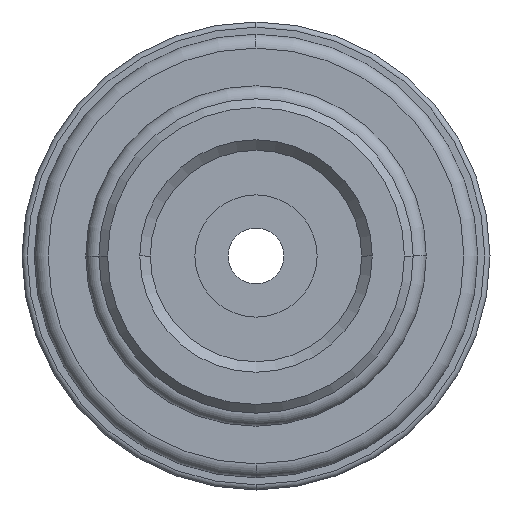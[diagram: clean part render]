
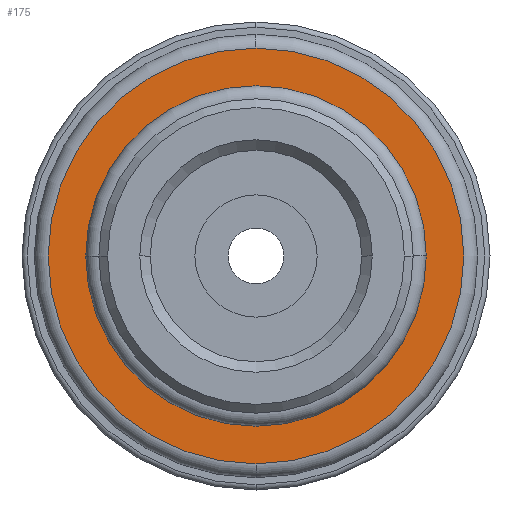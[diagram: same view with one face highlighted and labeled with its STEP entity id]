
A CAD part, front view. The second image highlights one B-rep face of the part: STEP entity #175.
In plain terms, the highlighted planar face has unit normal (0, -1, 0).
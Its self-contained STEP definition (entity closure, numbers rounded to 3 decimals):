
#175=ADVANCED_FACE('',(#456,#457),#458,.T.);
#456=FACE_BOUND('',#855,.T.);
#457=FACE_OUTER_BOUND('',#856,.T.);
#458=PLANE('',#857);
#855=EDGE_LOOP('',(#1323,#1324,#1325));
#856=EDGE_LOOP('',(#1326,#1327,#1328));
#857=AXIS2_PLACEMENT_3D('',#1329,#1330,#1331);
#1323=ORIENTED_EDGE('',*,*,#2336,.T.);
#1324=ORIENTED_EDGE('',*,*,#2337,.T.);
#1325=ORIENTED_EDGE('',*,*,#2338,.T.);
#1326=ORIENTED_EDGE('',*,*,#2339,.F.);
#1327=ORIENTED_EDGE('',*,*,#2340,.F.);
#1328=ORIENTED_EDGE('',*,*,#2341,.F.);
#1329=CARTESIAN_POINT('',(10.45,2.5,0.0));
#1330=DIRECTION('',(-0.0,-1.0,-0.0));
#1331=DIRECTION('',(-1.0,0.0,0.0));
#2336=EDGE_CURVE('',#2797,#2798,#2799,.T.);
#2337=EDGE_CURVE('',#2798,#2800,#2801,.T.);
#2338=EDGE_CURVE('',#2800,#2797,#2802,.T.);
#2339=EDGE_CURVE('',#2803,#2804,#2805,.T.);
#2340=EDGE_CURVE('',#2806,#2803,#2807,.T.);
#2341=EDGE_CURVE('',#2804,#2806,#2808,.T.);
#2797=VERTEX_POINT('',#3518);
#2798=VERTEX_POINT('',#3519);
#2799=CIRCLE('',#3520,9.75);
#2800=VERTEX_POINT('',#3521);
#2801=CIRCLE('',#3522,9.75);
#2802=CIRCLE('',#3523,9.75);
#2803=VERTEX_POINT('',#3524);
#2804=VERTEX_POINT('',#3525);
#2805=CIRCLE('',#3526,11.9);
#2806=VERTEX_POINT('',#3527);
#2807=CIRCLE('',#3528,11.9);
#2808=CIRCLE('',#3529,11.9);
#3518=CARTESIAN_POINT('',(0.,2.5,9.75));
#3519=CARTESIAN_POINT('',(9.75,2.5,0.));
#3520=AXIS2_PLACEMENT_3D('',#4506,#4507,#4508);
#3521=CARTESIAN_POINT('',(-9.75,2.5,0.));
#3522=AXIS2_PLACEMENT_3D('',#4509,#4510,#4511);
#3523=AXIS2_PLACEMENT_3D('',#4512,#4513,#4514);
#3524=CARTESIAN_POINT('',(11.9,2.5,0.0));
#3525=CARTESIAN_POINT('',(0.,2.5,-11.9));
#3526=AXIS2_PLACEMENT_3D('',#4515,#4516,#4517);
#3527=CARTESIAN_POINT('',(0.,2.5,11.9));
#3528=AXIS2_PLACEMENT_3D('',#4518,#4519,#4520);
#3529=AXIS2_PLACEMENT_3D('',#4521,#4522,#4523);
#4506=CARTESIAN_POINT('',(0.0,2.5,0.0));
#4507=DIRECTION('',(0.0,1.0,0.0));
#4508=DIRECTION('',(0.0,0.0,-1.0));
#4509=CARTESIAN_POINT('',(0.0,2.5,0.0));
#4510=DIRECTION('',(0.0,1.0,0.0));
#4511=DIRECTION('',(0.0,0.0,-1.0));
#4512=CARTESIAN_POINT('',(0.0,2.5,0.0));
#4513=DIRECTION('',(0.0,1.0,0.0));
#4514=DIRECTION('',(0.0,0.0,-1.0));
#4515=CARTESIAN_POINT('',(0.0,2.5,0.0));
#4516=DIRECTION('',(-0.0,1.0,0.0));
#4517=DIRECTION('',(1.0,0.0,0.0));
#4518=CARTESIAN_POINT('',(0.0,2.5,0.0));
#4519=DIRECTION('',(-0.0,1.0,0.0));
#4520=DIRECTION('',(1.0,0.0,0.0));
#4521=CARTESIAN_POINT('',(0.0,2.5,0.0));
#4522=DIRECTION('',(-0.0,1.0,0.0));
#4523=DIRECTION('',(1.0,0.0,0.0));
